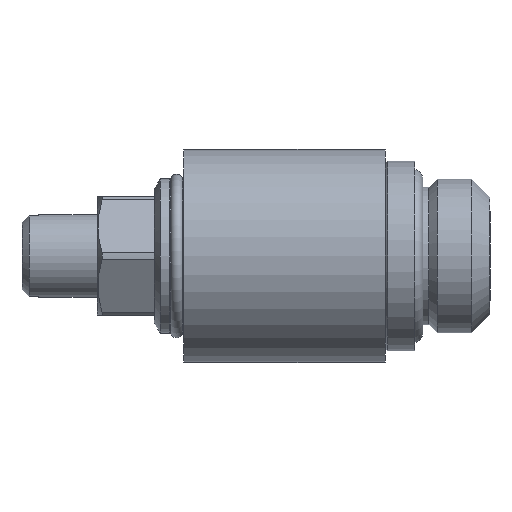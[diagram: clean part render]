
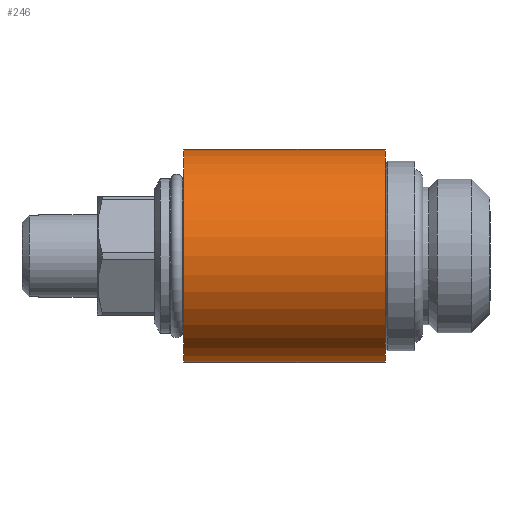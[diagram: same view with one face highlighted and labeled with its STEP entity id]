
A CAD part, left-side view. The second image highlights one B-rep face of the part: STEP entity #246.
In plain terms, the highlighted cylindrical face has radius 9 mm (diameter 18 mm), a full revolution.
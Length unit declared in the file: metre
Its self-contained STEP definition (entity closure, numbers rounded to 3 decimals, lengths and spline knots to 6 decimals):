
#246 = ADVANCED_FACE( 'NONE', ( #536, #537, #538 ), #539, .T. );
#536 = FACE_OUTER_BOUND( '', #1004, .T. );
#537 = FACE_OUTER_BOUND( '', #1005, .T. );
#538 = FACE_BOUND( '', #1006, .T. );
#539 = CYLINDRICAL_SURFACE( '', #1007, 0.009 );
#1004 = EDGE_LOOP( '', ( #1647 ) );
#1005 = EDGE_LOOP( '', ( #1648 ) );
#1006 = EDGE_LOOP( '', ( #1649, #1650 ) );
#1007 = AXIS2_PLACEMENT_3D( '', #1651, #1652, #1653 );
#1647 = ORIENTED_EDGE( '', *, *, #2217, .T. );
#1648 = ORIENTED_EDGE( '', *, *, #2106, .T. );
#1649 = ORIENTED_EDGE( '', *, *, #2218, .T. );
#1650 = ORIENTED_EDGE( '', *, *, #2147, .T. );
#1651 = CARTESIAN_POINT( '', ( 0., 0.032286, 0. ) );
#1652 = DIRECTION( '', ( 0., 1., 0. ) );
#1653 = DIRECTION( '', ( 0., 0., 1. ) );
#2106 = EDGE_CURVE( 'NONE', #2406, #2406, #2407, .T. );
#2147 = EDGE_CURVE( 'NONE', #2475, #2473, #2476, .T. );
#2217 = EDGE_CURVE( 'NONE', #2578, #2578, #2579, .T. );
#2218 = EDGE_CURVE( 'NONE', #2473, #2475, #2580, .T. );
#2406 = VERTEX_POINT( '', #2920 );
#2407 = CIRCLE( '', #2921, 0.009 );
#2473 = VERTEX_POINT( 'NONE', #3172 );
#2475 = VERTEX_POINT( 'NONE', #3174 );
#2476 = B_SPLINE_CURVE_WITH_KNOTS( '', 3, ( #3175, #3176, #3177, #3178, #3179, #3180, #3181, #3182, #3183, #3184, #3185, #3186, #3187, #3188, #3189, #3190, #3191, #3192, #3193, #3194, #3195, #3196, #3197, #3198, #3199, #3200 ), .UNSPECIFIED., .F., .F., ( 4, 1, 1, 1, 1, 1, 1, 1, 1, 1, 1, 1, 1, 1, 1, 1, 1, 1, 1, 1, 1, 1, 1, 4 ), ( 0., 0.016656, 0.032601, 0.047866, 0.062489, 0.093707, 0.124968, 0.186812, 0.249971, 0.311954, 0.374979, 0.438108, 0.499985, 0.563047, 0.624989, 0.686892, 0.749993, 0.81187, 0.875, 0.906498, 0.937494, 0.953423, 0.968754, 1. ), .UNSPECIFIED. );
#2578 = VERTEX_POINT( '', #3346 );
#2579 = CIRCLE( '', #3347, 0.009 );
#2580 = B_SPLINE_CURVE_WITH_KNOTS( '', 3, ( #3348, #3349, #3350, #3351, #3352, #3353, #3354, #3355, #3356, #3357, #3358, #3359, #3360, #3361, #3362, #3363, #3364, #3365, #3366, #3367, #3368, #3369, #3370, #3371, #3372, #3373 ), .UNSPECIFIED., .F., .F., ( 4, 1, 1, 1, 1, 1, 1, 1, 1, 1, 1, 1, 1, 1, 1, 1, 1, 1, 1, 1, 1, 1, 1, 4 ), ( 0., 0.016655, 0.032599, 0.047864, 0.062489, 0.093706, 0.124968, 0.186812, 0.249972, 0.31196, 0.374979, 0.438108, 0.499985, 0.563046, 0.624989, 0.686896, 0.749993, 0.811871, 0.875, 0.906497, 0.937494, 0.953422, 0.968754, 1. ), .UNSPECIFIED. );
#2920 = CARTESIAN_POINT( '', ( 0., 0.0262, 0.009 ) );
#2921 = AXIS2_PLACEMENT_3D( '', #3639, #3640, #3641 );
#3172 = CARTESIAN_POINT( '', ( 0.007853, 0.016838, 0.004396 ) );
#3174 = CARTESIAN_POINT( '', ( 0.007856, 0.020573, -0.004392 ) );
#3175 = CARTESIAN_POINT( '', ( 0.007856, 0.020573, -0.004392 ) );
#3176 = CARTESIAN_POINT( '', ( 0.00784, 0.020493, -0.004421 ) );
#3177 = CARTESIAN_POINT( '', ( 0.007808, 0.020336, -0.004477 ) );
#3178 = CARTESIAN_POINT( '', ( 0.007767, 0.020102, -0.004547 ) );
#3179 = CARTESIAN_POINT( '', ( 0.007732, 0.019874, -0.004606 ) );
#3180 = CARTESIAN_POINT( '', ( 0.007693, 0.019565, -0.00467 ) );
#3181 = CARTESIAN_POINT( '', ( 0.007661, 0.019169, -0.004724 ) );
#3182 = CARTESIAN_POINT( '', ( 0.007644, 0.018523, -0.004751 ) );
#3183 = CARTESIAN_POINT( '', ( 0.007691, 0.01771, -0.004675 ) );
#3184 = CARTESIAN_POINT( '', ( 0.007851, 0.016784, -0.004406 ) );
#3185 = CARTESIAN_POINT( '', ( 0.008079, 0.015928, -0.00398 ) );
#3186 = CARTESIAN_POINT( '', ( 0.008342, 0.015178, -0.003403 ) );
#3187 = CARTESIAN_POINT( '', ( 0.0086, 0.014547, -0.002695 ) );
#3188 = CARTESIAN_POINT( '', ( 0.00882, 0.014068, -0.001865 ) );
#3189 = CARTESIAN_POINT( '', ( 0.008967, 0.013764, -0.000946 ) );
#3190 = CARTESIAN_POINT( '', ( 0.009018, 0.013666, 0.000027 ) );
#3191 = CARTESIAN_POINT( '', ( 0.008961, 0.013775, 0.001 ) );
#3192 = CARTESIAN_POINT( '', ( 0.008809, 0.014091, 0.001914 ) );
#3193 = CARTESIAN_POINT( '', ( 0.008586, 0.014578, 0.002738 ) );
#3194 = CARTESIAN_POINT( '', ( 0.00837, 0.01511, 0.003321 ) );
#3195 = CARTESIAN_POINT( '', ( 0.008196, 0.015594, 0.003722 ) );
#3196 = CARTESIAN_POINT( '', ( 0.008091, 0.015921, 0.003944 ) );
#3197 = CARTESIAN_POINT( '', ( 0.008012, 0.016192, 0.004101 ) );
#3198 = CARTESIAN_POINT( '', ( 0.007936, 0.016472, 0.004247 ) );
#3199 = CARTESIAN_POINT( '', ( 0.007886, 0.016691, 0.004336 ) );
#3200 = CARTESIAN_POINT( '', ( 0.007853, 0.016838, 0.004396 ) );
#3346 = CARTESIAN_POINT( '', ( 0., 0.0092, 0.009 ) );
#3347 = AXIS2_PLACEMENT_3D( '', #3793, #3794, #3795 );
#3348 = CARTESIAN_POINT( '', ( 0.007853, 0.016838, 0.004396 ) );
#3349 = CARTESIAN_POINT( '', ( 0.007837, 0.016918, 0.004425 ) );
#3350 = CARTESIAN_POINT( '', ( 0.007806, 0.017075, 0.00448 ) );
#3351 = CARTESIAN_POINT( '', ( 0.007765, 0.017309, 0.00455 ) );
#3352 = CARTESIAN_POINT( '', ( 0.00773, 0.017537, 0.004609 ) );
#3353 = CARTESIAN_POINT( '', ( 0.007692, 0.017845, 0.004672 ) );
#3354 = CARTESIAN_POINT( '', ( 0.00766, 0.018241, 0.004725 ) );
#3355 = CARTESIAN_POINT( '', ( 0.007644, 0.018886, 0.004751 ) );
#3356 = CARTESIAN_POINT( '', ( 0.007692, 0.019698, 0.004673 ) );
#3357 = CARTESIAN_POINT( '', ( 0.007852, 0.020622, 0.004404 ) );
#3358 = CARTESIAN_POINT( '', ( 0.00808, 0.021476, 0.003977 ) );
#3359 = CARTESIAN_POINT( '', ( 0.008343, 0.022224, 0.0034 ) );
#3360 = CARTESIAN_POINT( '', ( 0.0086, 0.022854, 0.002694 ) );
#3361 = CARTESIAN_POINT( '', ( 0.00882, 0.023332, 0.001865 ) );
#3362 = CARTESIAN_POINT( '', ( 0.008967, 0.023636, 0.000948 ) );
#3363 = CARTESIAN_POINT( '', ( 0.009018, 0.023734, -0.000024 ) );
#3364 = CARTESIAN_POINT( '', ( 0.008962, 0.023626, -0.000995 ) );
#3365 = CARTESIAN_POINT( '', ( 0.00881, 0.023312, -0.001908 ) );
#3366 = CARTESIAN_POINT( '', ( 0.008588, 0.022826, -0.002732 ) );
#3367 = CARTESIAN_POINT( '', ( 0.008373, 0.022296, -0.003315 ) );
#3368 = CARTESIAN_POINT( '', ( 0.008199, 0.021813, -0.003717 ) );
#3369 = CARTESIAN_POINT( '', ( 0.008094, 0.021488, -0.003938 ) );
#3370 = CARTESIAN_POINT( '', ( 0.008014, 0.021218, -0.004096 ) );
#3371 = CARTESIAN_POINT( '', ( 0.007938, 0.020939, -0.004242 ) );
#3372 = CARTESIAN_POINT( '', ( 0.007889, 0.02072, -0.004332 ) );
#3373 = CARTESIAN_POINT( '', ( 0.007856, 0.020573, -0.004392 ) );
#3639 = CARTESIAN_POINT( '', ( 0., 0.0262, 0. ) );
#3640 = DIRECTION( '', ( 0., -1., 0. ) );
#3641 = DIRECTION( '', ( 0., 0., 1. ) );
#3793 = CARTESIAN_POINT( '', ( 0., 0.0092, 0. ) );
#3794 = DIRECTION( '', ( 0., 1., 0. ) );
#3795 = DIRECTION( '', ( 0., 0., 1. ) );
